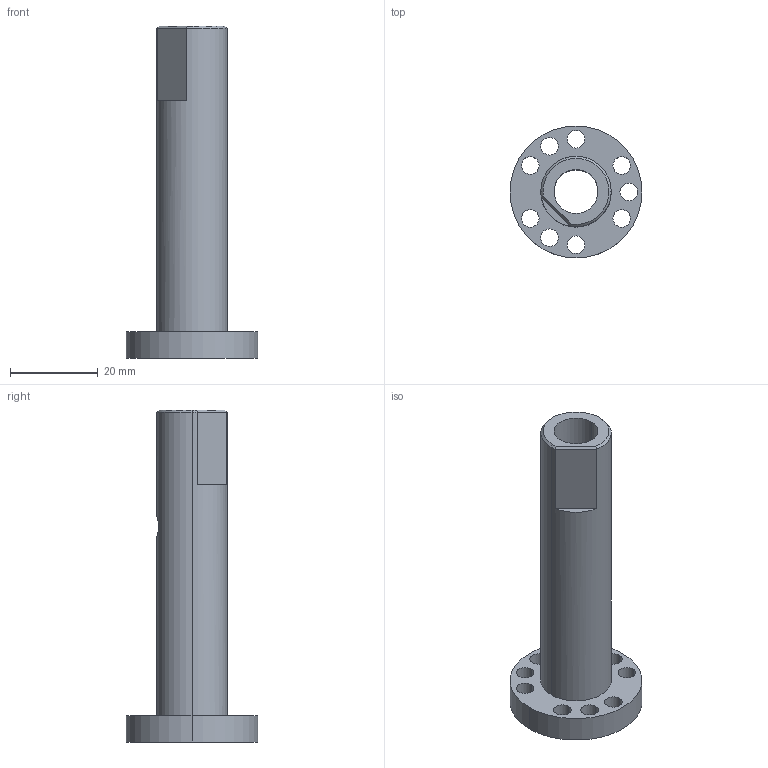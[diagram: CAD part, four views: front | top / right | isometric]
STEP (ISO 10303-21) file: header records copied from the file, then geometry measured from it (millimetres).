
FILE_DESCRIPTION (( 'STEP AP203' ), '1' );
FILE_NAME ('传动轴关节电机长29.5x2.STEP', '2024-11-05T11:06:06', ( '' ), ( '' ), 'SwSTEP 2.0', 'SolidWorks 2020', '' );
FILE_SCHEMA (( 'CONFIG_CONTROL_DESIGN' ));
Length unit declared in the file: millimetre
Products named in the file (1): 传动轴关节电机长29.5x2
Bounding box: 30 x 30 x 75.5 mm (x, y, z)
Volume: 11381 mm3; surface area: 8123.8 mm2
Topology: 1 solids, 1 shells, 35 faces, 92 edges, 60 vertices
Faces by surface type: cylinder 26, plane 6, cone 3
Entity records: 1342 total; most frequent: CARTESIAN_POINT 314, DIRECTION 211, ORIENTED_EDGE 184, EDGE_CURVE 92, AXIS2_PLACEMENT_3D 89, VERTEX_POINT 60, EDGE_LOOP 58, CIRCLE 53
